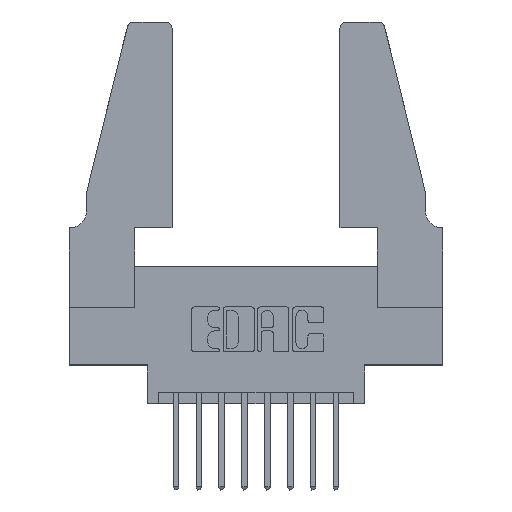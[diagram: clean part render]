
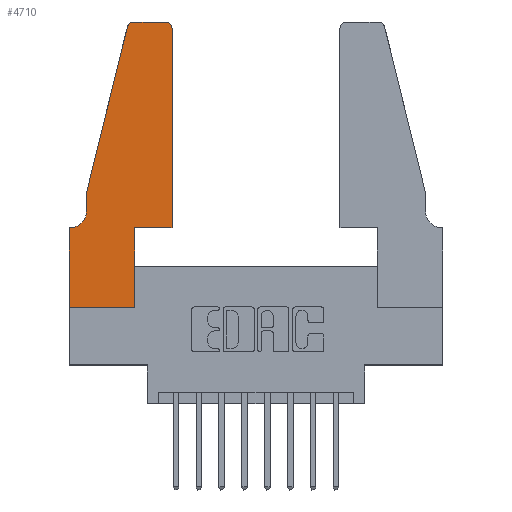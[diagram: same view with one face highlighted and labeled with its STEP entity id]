
A CAD part, top view. The second image highlights one B-rep face of the part: STEP entity #4710.
In plain terms, the highlighted planar face has unit normal (0, 0, 1).
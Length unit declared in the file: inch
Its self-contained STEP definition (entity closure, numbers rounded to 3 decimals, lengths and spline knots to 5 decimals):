
#110 = CARTESIAN_POINT ( 'NONE',  ( 0., 0.35, 0.37 ) ) ;
#190 = EDGE_CURVE ( 'NONE', #9435, #5639, #7975, .T. ) ;
#270 = DIRECTION ( 'NONE',  ( 0., 0., -1. ) ) ;
#478 = LINE ( 'NONE', #8070, #11006 ) ;
#502 = DIRECTION ( 'NONE',  ( 1., 0., 0. ) ) ;
#521 = EDGE_LOOP ( 'NONE', ( #11727, #6963, #6978, #8193, #2306, #5589, #6246, #1748, #2412, #10275, #11207, #9483 ) ) ;
#594 = DIRECTION ( 'NONE',  ( 0., 1., 0. ) ) ;
#777 = CARTESIAN_POINT ( 'NONE',  ( 0.0055, 0.35, 0.37 ) ) ;
#904 = EDGE_CURVE ( 'NONE', #2177, #5613, #8117, .T. ) ;
#1064 = LINE ( 'NONE', #1396, #6187 ) ;
#1086 = DIRECTION ( 'NONE',  ( 0., 1., 0. ) ) ;
#1112 = CARTESIAN_POINT ( 'NONE',  ( 0.4205, 1.22, 0.37 ) ) ;
#1242 = VECTOR ( 'NONE', #594, 39.37008 ) ;
#1363 = CIRCLE ( 'NONE', #10586, 0.03 ) ;
#1396 = CARTESIAN_POINT ( 'NONE',  ( 0., 0., 0.37 ) ) ;
#1520 = EDGE_CURVE ( 'NONE', #10814, #6492, #1064, .T. ) ;
#1567 = CARTESIAN_POINT ( 'NONE',  ( 0.2865, 0.35, 0.37 ) ) ;
#1748 = ORIENTED_EDGE ( 'NONE', *, *, #11840, .T. ) ;
#1834 = LINE ( 'NONE', #4274, #6332 ) ;
#1881 = EDGE_CURVE ( 'NONE', #11523, #3428, #1363, .T. ) ;
#2007 = DIRECTION ( 'NONE',  ( 0., 0., 1. ) ) ;
#2177 = VERTEX_POINT ( 'NONE', #6998 ) ;
#2208 = DIRECTION ( 'NONE',  ( 1., 0., 0. ) ) ;
#2218 = CARTESIAN_POINT ( 'NONE',  ( 0.0755, 0.35, 0.37 ) ) ;
#2279 = VECTOR ( 'NONE', #4938, 39.37008 ) ;
#2306 = ORIENTED_EDGE ( 'NONE', *, *, #2762, .T. ) ;
#2412 = ORIENTED_EDGE ( 'NONE', *, *, #9904, .T. ) ;
#2571 = VERTEX_POINT ( 'NONE', #11118 ) ;
#2592 = EDGE_CURVE ( 'NONE', #8349, #5441, #3061, .T. ) ;
#2762 = EDGE_CURVE ( 'NONE', #5639, #6648, #9309, .T. ) ;
#3061 = CIRCLE ( 'NONE', #11430, 0.03 ) ;
#3220 = CARTESIAN_POINT ( 'NONE',  ( 0.284, 1.25, 0.37 ) ) ;
#3325 = EDGE_CURVE ( 'NONE', #6648, #10814, #10702, .T. ) ;
#3428 = VERTEX_POINT ( 'NONE', #7548 ) ;
#3536 = CARTESIAN_POINT ( 'NONE',  ( 0., 0.35, 0.37 ) ) ;
#3633 = VECTOR ( 'NONE', #7142, 39.37008 ) ;
#3796 = EDGE_CURVE ( 'NONE', #5441, #9435, #478, .T. ) ;
#4274 = CARTESIAN_POINT ( 'NONE',  ( 0., 0., 0.37 ) ) ;
#4287 = LINE ( 'NONE', #1567, #1242 ) ;
#4710 = ADVANCED_FACE ( 'NONE', ( #6077 ), #12689, .T. ) ;
#4938 = DIRECTION ( 'NONE',  ( -1., 0., 0. ) ) ;
#5247 = VECTOR ( 'NONE', #7574, 39.37008 ) ;
#5258 = DIRECTION ( 'NONE',  ( 1., 0., 0. ) ) ;
#5285 = DIRECTION ( 'NONE',  ( 0., 0., 1. ) ) ;
#5441 = VERTEX_POINT ( 'NONE', #8224 ) ;
#5589 = ORIENTED_EDGE ( 'NONE', *, *, #3325, .T. ) ;
#5613 = VERTEX_POINT ( 'NONE', #8437 ) ;
#5639 = VERTEX_POINT ( 'NONE', #10530 ) ;
#5922 = VECTOR ( 'NONE', #9391, 39.37008 ) ;
#6077 = FACE_OUTER_BOUND ( 'NONE', #521, .T. ) ;
#6187 = VECTOR ( 'NONE', #9543, 39.37008 ) ;
#6246 = ORIENTED_EDGE ( 'NONE', *, *, #1520, .T. ) ;
#6332 = VECTOR ( 'NONE', #2208, 39.37008 ) ;
#6398 = CARTESIAN_POINT ( 'NONE',  ( 0.0055, 0.42, 0.37 ) ) ;
#6492 = VERTEX_POINT ( 'NONE', #6761 ) ;
#6619 = DIRECTION ( 'NONE',  ( 0., 0., 1. ) ) ;
#6648 = VERTEX_POINT ( 'NONE', #777 ) ;
#6761 = CARTESIAN_POINT ( 'NONE',  ( 0., 0., 0.37 ) ) ;
#6963 = ORIENTED_EDGE ( 'NONE', *, *, #2592, .T. ) ;
#6978 = ORIENTED_EDGE ( 'NONE', *, *, #3796, .T. ) ;
#6998 = CARTESIAN_POINT ( 'NONE',  ( 0.2865, 0.35, 0.37 ) ) ;
#7142 = DIRECTION ( 'NONE',  ( 1., 0., 0. ) ) ;
#7433 = DIRECTION ( 'NONE',  ( -1., 0., 0. ) ) ;
#7548 = CARTESIAN_POINT ( 'NONE',  ( 0.4205, 1.25, 0.37 ) ) ;
#7574 = DIRECTION ( 'NONE',  ( 0., -1., 0. ) ) ;
#7781 = AXIS2_PLACEMENT_3D ( 'NONE', #6398, #270, #7433 ) ;
#7975 = LINE ( 'NONE', #9229, #5247 ) ;
#8070 = CARTESIAN_POINT ( 'NONE',  ( 0.0755, 0.5, 0.37 ) ) ;
#8117 = LINE ( 'NONE', #9002, #3633 ) ;
#8151 = CARTESIAN_POINT ( 'NONE',  ( 0.284, 1.22, 0.37 ) ) ;
#8193 = ORIENTED_EDGE ( 'NONE', *, *, #190, .T. ) ;
#8224 = CARTESIAN_POINT ( 'NONE',  ( 0.25487, 1.22718, 0.37 ) ) ;
#8243 = CARTESIAN_POINT ( 'NONE',  ( 0.4505, 0.35, 0.37 ) ) ;
#8349 = VERTEX_POINT ( 'NONE', #3220 ) ;
#8437 = CARTESIAN_POINT ( 'NONE',  ( 0.4505, 0.35, 0.37 ) ) ;
#8831 = EDGE_CURVE ( 'NONE', #3428, #8349, #10437, .T. ) ;
#8913 = AXIS2_PLACEMENT_3D ( 'NONE', #3536, #6619, #502 ) ;
#9002 = CARTESIAN_POINT ( 'NONE',  ( 0.4505, 0.35, 0.37 ) ) ;
#9174 = DIRECTION ( 'NONE',  ( 1., 0., 0. ) ) ;
#9229 = CARTESIAN_POINT ( 'NONE',  ( 0.0755, 0.5, 0.37 ) ) ;
#9309 = CIRCLE ( 'NONE', #7781, 0.07 ) ;
#9391 = DIRECTION ( 'NONE',  ( -1., 0., 0. ) ) ;
#9435 = VERTEX_POINT ( 'NONE', #11951 ) ;
#9483 = ORIENTED_EDGE ( 'NONE', *, *, #1881, .T. ) ;
#9543 = DIRECTION ( 'NONE',  ( 0., -1., 0. ) ) ;
#9575 = VECTOR ( 'NONE', #1086, 39.37008 ) ;
#9654 = EDGE_CURVE ( 'NONE', #5613, #11523, #9886, .T. ) ;
#9886 = LINE ( 'NONE', #8243, #9575 ) ;
#9904 = EDGE_CURVE ( 'NONE', #2571, #2177, #4287, .T. ) ;
#10275 = ORIENTED_EDGE ( 'NONE', *, *, #904, .T. ) ;
#10437 = LINE ( 'NONE', #12007, #2279 ) ;
#10530 = CARTESIAN_POINT ( 'NONE',  ( 0.0755, 0.42, 0.37 ) ) ;
#10586 = AXIS2_PLACEMENT_3D ( 'NONE', #1112, #5285, #5258 ) ;
#10702 = LINE ( 'NONE', #2218, #5922 ) ;
#10814 = VERTEX_POINT ( 'NONE', #110 ) ;
#11006 = VECTOR ( 'NONE', #11132, 39.37008 ) ;
#11118 = CARTESIAN_POINT ( 'NONE',  ( 0.2865, 0., 0.37 ) ) ;
#11132 = DIRECTION ( 'NONE',  ( -0.239, -0.971, 0. ) ) ;
#11207 = ORIENTED_EDGE ( 'NONE', *, *, #9654, .T. ) ;
#11430 = AXIS2_PLACEMENT_3D ( 'NONE', #8151, #2007, #9174 ) ;
#11523 = VERTEX_POINT ( 'NONE', #12928 ) ;
#11727 = ORIENTED_EDGE ( 'NONE', *, *, #8831, .T. ) ;
#11840 = EDGE_CURVE ( 'NONE', #6492, #2571, #1834, .T. ) ;
#11951 = CARTESIAN_POINT ( 'NONE',  ( 0.0755, 0.5, 0.37 ) ) ;
#12007 = CARTESIAN_POINT ( 'NONE',  ( 0.2605, 1.25, 0.37 ) ) ;
#12689 = PLANE ( 'NONE',  #8913 ) ;
#12928 = CARTESIAN_POINT ( 'NONE',  ( 0.4505, 1.22, 0.37 ) ) ;
